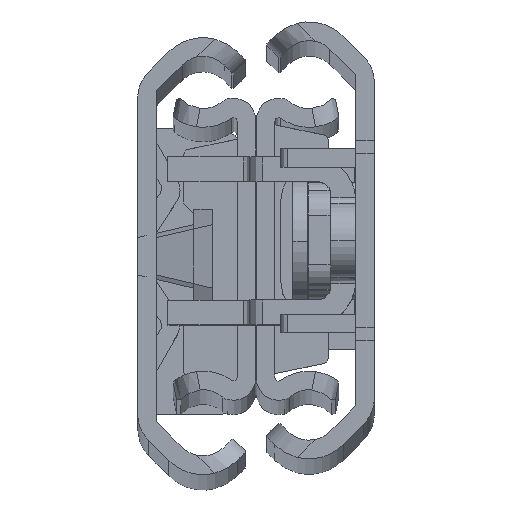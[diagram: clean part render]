
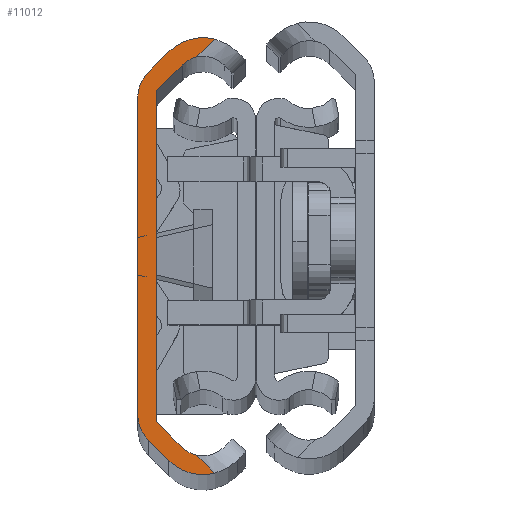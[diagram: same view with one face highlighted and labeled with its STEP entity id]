
A CAD part, top view. The second image highlights one B-rep face of the part: STEP entity #11012.
In plain terms, the highlighted planar face has unit normal (0, 0, 1).
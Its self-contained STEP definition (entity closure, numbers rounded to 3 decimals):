
#82 = LINE ( 'NONE', #7183, #4373 ) ;
#227 = CARTESIAN_POINT ( 'NONE',  ( 0.708, 13.456, 0. ) ) ;
#337 = CIRCLE ( 'NONE', #9238, 3. ) ;
#356 = DIRECTION ( 'NONE',  ( 0., 1., 0. ) ) ;
#588 = EDGE_CURVE ( 'NONE', #6150, #3389, #12461, .T. ) ;
#699 = CARTESIAN_POINT ( 'NONE',  ( 2.067, 15.353, 0. ) ) ;
#741 = ORIENTED_EDGE ( 'NONE', *, *, #588, .T. ) ;
#999 = DIRECTION ( 'NONE',  ( 0., 0., -1. ) ) ;
#1004 = CARTESIAN_POINT ( 'NONE',  ( 0., 13.286, 0. ) ) ;
#1026 = EDGE_CURVE ( 'NONE', #2536, #2703, #12570, .T. ) ;
#1263 = CARTESIAN_POINT ( 'NONE',  ( 0., -13.286, 0. ) ) ;
#1490 = VERTEX_POINT ( 'NONE', #3008 ) ;
#1580 = CIRCLE ( 'NONE', #7888, 3.88 ) ;
#1967 = VERTEX_POINT ( 'NONE', #1004 ) ;
#2093 = EDGE_CURVE ( 'NONE', #8500, #6994, #7226, .T. ) ;
#2142 = EDGE_CURVE ( 'NONE', #4756, #1490, #1580, .T. ) ;
#2248 = CARTESIAN_POINT ( 'NONE',  ( -1.5, 12.665, 0. ) ) ;
#2407 = CARTESIAN_POINT ( 'NONE',  ( 1.006, -16.414, 0. ) ) ;
#2448 = CARTESIAN_POINT ( 'NONE',  ( 3.75, 13.67, 0. ) ) ;
#2536 = VERTEX_POINT ( 'NONE', #5125 ) ;
#2703 = VERTEX_POINT ( 'NONE', #11618 ) ;
#2803 = DIRECTION ( 'NONE',  ( 0., 0., 1. ) ) ;
#2840 = EDGE_CURVE ( 'NONE', #9058, #13376, #5687, .T. ) ;
#2848 = ORIENTED_EDGE ( 'NONE', *, *, #10238, .T. ) ;
#2884 = DIRECTION ( 'NONE',  ( 0., 0., 1. ) ) ;
#3008 = CARTESIAN_POINT ( 'NONE',  ( 1.006, 16.414, 0. ) ) ;
#3062 = CARTESIAN_POINT ( 'NONE',  ( 3.75, 13.67, 0. ) ) ;
#3112 = EDGE_LOOP ( 'NONE', ( #3534, #8800, #12224, #9567, #7030, #12873, #741, #5133, #9060, #8081, #6137, #10892, #2848, #13083 ) ) ;
#3192 = DIRECTION ( 'NONE',  ( 1., 0., 0. ) ) ;
#3389 = VERTEX_POINT ( 'NONE', #13399 ) ;
#3455 = DIRECTION ( 'NONE',  ( 0., 0., -1. ) ) ;
#3520 = EDGE_CURVE ( 'NONE', #2703, #9058, #6313, .T. ) ;
#3534 = ORIENTED_EDGE ( 'NONE', *, *, #5187, .T. ) ;
#3544 = CARTESIAN_POINT ( 'NONE',  ( 1.5, 12.665, 0. ) ) ;
#3671 = VECTOR ( 'NONE', #8086, 1000. ) ;
#3888 = EDGE_CURVE ( 'NONE', #3389, #4756, #10657, .T. ) ;
#3948 = CARTESIAN_POINT ( 'NONE',  ( -0.621, -14.786, 0. ) ) ;
#4344 = CARTESIAN_POINT ( 'NONE',  ( 2.067, -15.353, 0. ) ) ;
#4373 = VECTOR ( 'NONE', #8278, 1000. ) ;
#4392 = DIRECTION ( 'NONE',  ( 0.707, 0.707, 0. ) ) ;
#4448 = LINE ( 'NONE', #9953, #10739 ) ;
#4540 = CARTESIAN_POINT ( 'NONE',  ( -0.621, -14.786, 0. ) ) ;
#4564 = DIRECTION ( 'NONE',  ( 1., 0., 0. ) ) ;
#4596 = EDGE_CURVE ( 'NONE', #1967, #6150, #82, .T. ) ;
#4701 = AXIS2_PLACEMENT_3D ( 'NONE', #10507, #10721, #5616 ) ;
#4756 = VERTEX_POINT ( 'NONE', #9576 ) ;
#4891 = VECTOR ( 'NONE', #7856, 1000. ) ;
#5125 = CARTESIAN_POINT ( 'NONE',  ( 4.687, -17.435, 0. ) ) ;
#5133 = ORIENTED_EDGE ( 'NONE', *, *, #3888, .T. ) ;
#5170 = EDGE_CURVE ( 'NONE', #13376, #1967, #9484, .T. ) ;
#5187 = EDGE_CURVE ( 'NONE', #11255, #2536, #13411, .T. ) ;
#5413 = DIRECTION ( 'NONE',  ( 0., -1., 0. ) ) ;
#5616 = DIRECTION ( 'NONE',  ( 1., 0., 0. ) ) ;
#5687 = LINE ( 'NONE', #7915, #4891 ) ;
#6137 = ORIENTED_EDGE ( 'NONE', *, *, #2093, .T. ) ;
#6150 = VERTEX_POINT ( 'NONE', #699 ) ;
#6313 = CIRCLE ( 'NONE', #11463, 2.38 ) ;
#6380 = CARTESIAN_POINT ( 'NONE',  ( 3.75, -13.67, 0. ) ) ;
#6994 = VERTEX_POINT ( 'NONE', #2248 ) ;
#7030 = ORIENTED_EDGE ( 'NONE', *, *, #5170, .T. ) ;
#7183 = CARTESIAN_POINT ( 'NONE',  ( 2.067, 15.353, 0. ) ) ;
#7226 = CIRCLE ( 'NONE', #8322, 3. ) ;
#7647 = CARTESIAN_POINT ( 'NONE',  ( 0., 13.286, 0. ) ) ;
#7677 = AXIS2_PLACEMENT_3D ( 'NONE', #3062, #999, #3192 ) ;
#7856 = DIRECTION ( 'NONE',  ( -0.707, 0.707, 0. ) ) ;
#7872 = VERTEX_POINT ( 'NONE', #4540 ) ;
#7888 = AXIS2_PLACEMENT_3D ( 'NONE', #2448, #9527, #10764 ) ;
#7915 = CARTESIAN_POINT ( 'NONE',  ( 2.067, -15.353, 0. ) ) ;
#7927 = FACE_OUTER_BOUND ( 'NONE', #3112, .T. ) ;
#8081 = ORIENTED_EDGE ( 'NONE', *, *, #10075, .T. ) ;
#8086 = DIRECTION ( 'NONE',  ( 0.707, -0.707, 0. ) ) ;
#8278 = DIRECTION ( 'NONE',  ( 0.707, 0.707, 0. ) ) ;
#8322 = AXIS2_PLACEMENT_3D ( 'NONE', #3544, #8519, #4564 ) ;
#8389 = EDGE_CURVE ( 'NONE', #6994, #11819, #11625, .T. ) ;
#8483 = CARTESIAN_POINT ( 'NONE',  ( -11.956, -0.792, 0. ) ) ;
#8500 = VERTEX_POINT ( 'NONE', #12029 ) ;
#8519 = DIRECTION ( 'NONE',  ( 0., 0., 1. ) ) ;
#8800 = ORIENTED_EDGE ( 'NONE', *, *, #1026, .T. ) ;
#8866 = DIRECTION ( 'NONE',  ( -0.707, -0.707, 0. ) ) ;
#9058 = VERTEX_POINT ( 'NONE', #4344 ) ;
#9060 = ORIENTED_EDGE ( 'NONE', *, *, #2142, .T. ) ;
#9238 = AXIS2_PLACEMENT_3D ( 'NONE', #12146, #2803, #12340 ) ;
#9484 = LINE ( 'NONE', #7647, #10804 ) ;
#9527 = DIRECTION ( 'NONE',  ( 0., 0., 1. ) ) ;
#9567 = ORIENTED_EDGE ( 'NONE', *, *, #2840, .T. ) ;
#9576 = CARTESIAN_POINT ( 'NONE',  ( 4.687, 17.435, 0. ) ) ;
#9617 = VECTOR ( 'NONE', #4392, 1000. ) ;
#9772 = CARTESIAN_POINT ( 'NONE',  ( -1.5, 0., 0. ) ) ;
#9941 = CARTESIAN_POINT ( 'NONE',  ( -1.5, -12.665, 0. ) ) ;
#9953 = CARTESIAN_POINT ( 'NONE',  ( -0.621, 14.786, 0. ) ) ;
#10075 = EDGE_CURVE ( 'NONE', #1490, #8500, #4448, .T. ) ;
#10105 = CARTESIAN_POINT ( 'NONE',  ( 1.5, 12.665, 0. ) ) ;
#10238 = EDGE_CURVE ( 'NONE', #11819, #7872, #337, .T. ) ;
#10507 = CARTESIAN_POINT ( 'NONE',  ( 3.75, -13.67, 0. ) ) ;
#10657 = LINE ( 'NONE', #227, #9617 ) ;
#10721 = DIRECTION ( 'NONE',  ( 0., 0., 1. ) ) ;
#10739 = VECTOR ( 'NONE', #8866, 1000. ) ;
#10764 = DIRECTION ( 'NONE',  ( 1., 0., 0. ) ) ;
#10804 = VECTOR ( 'NONE', #356, 1000. ) ;
#10849 = VECTOR ( 'NONE', #12708, 1000. ) ;
#10892 = ORIENTED_EDGE ( 'NONE', *, *, #8389, .T. ) ;
#11012 = ADVANCED_FACE ( 'NONE', ( #7927 ), #12293, .T. ) ;
#11255 = VERTEX_POINT ( 'NONE', #2407 ) ;
#11463 = AXIS2_PLACEMENT_3D ( 'NONE', #6380, #3455, #11571 ) ;
#11571 = DIRECTION ( 'NONE',  ( 1., 0., 0. ) ) ;
#11618 = CARTESIAN_POINT ( 'NONE',  ( 3.248, -15.996, 0. ) ) ;
#11625 = LINE ( 'NONE', #9772, #13037 ) ;
#11819 = VERTEX_POINT ( 'NONE', #9941 ) ;
#12016 = EDGE_CURVE ( 'NONE', #7872, #11255, #13286, .T. ) ;
#12029 = CARTESIAN_POINT ( 'NONE',  ( -0.621, 14.786, 0. ) ) ;
#12146 = CARTESIAN_POINT ( 'NONE',  ( 1.5, -12.665, 0. ) ) ;
#12163 = DIRECTION ( 'NONE',  ( 1., 0., 0. ) ) ;
#12224 = ORIENTED_EDGE ( 'NONE', *, *, #3520, .T. ) ;
#12293 = PLANE ( 'NONE',  #12317 ) ;
#12317 = AXIS2_PLACEMENT_3D ( 'NONE', #10105, #2884, #12163 ) ;
#12340 = DIRECTION ( 'NONE',  ( 1., 0., 0. ) ) ;
#12461 = CIRCLE ( 'NONE', #7677, 2.38 ) ;
#12570 = LINE ( 'NONE', #8483, #10849 ) ;
#12708 = DIRECTION ( 'NONE',  ( -0.707, 0.707, 0. ) ) ;
#12873 = ORIENTED_EDGE ( 'NONE', *, *, #4596, .T. ) ;
#13037 = VECTOR ( 'NONE', #5413, 1000. ) ;
#13083 = ORIENTED_EDGE ( 'NONE', *, *, #12016, .T. ) ;
#13286 = LINE ( 'NONE', #3948, #3671 ) ;
#13376 = VERTEX_POINT ( 'NONE', #1263 ) ;
#13399 = CARTESIAN_POINT ( 'NONE',  ( 3.248, 15.996, 0. ) ) ;
#13411 = CIRCLE ( 'NONE', #4701, 3.88 ) ;
